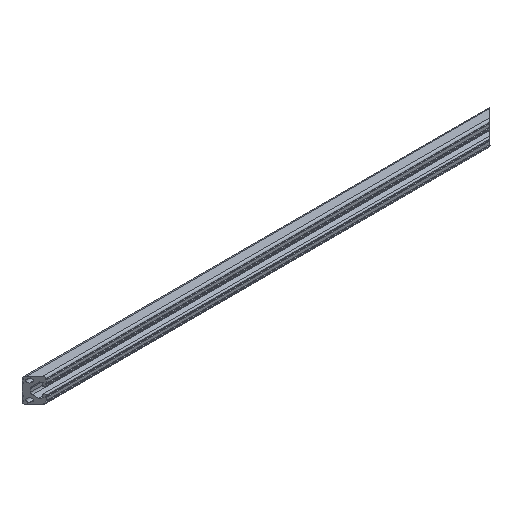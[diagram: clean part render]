
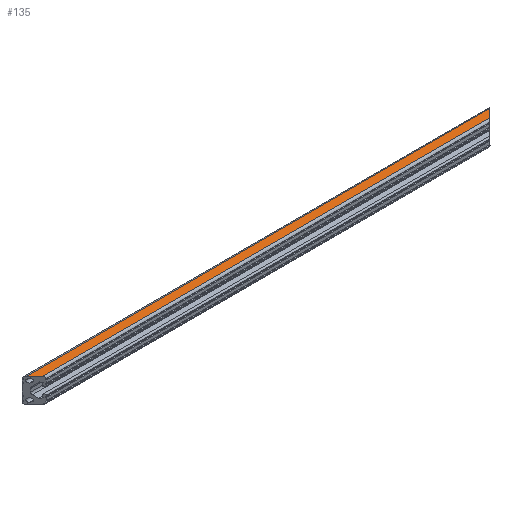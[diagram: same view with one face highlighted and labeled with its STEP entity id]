
A CAD part, isometric view. The second image highlights one B-rep face of the part: STEP entity #135.
In plain terms, the highlighted planar face has unit normal (0, 0, 1).
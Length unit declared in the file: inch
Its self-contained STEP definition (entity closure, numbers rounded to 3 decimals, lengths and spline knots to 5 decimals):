
#102=PLANE('',#928);
#135=ADVANCED_FACE('',(#197),#102,.F.);
#197=FACE_OUTER_BOUND('',#241,.T.);
#241=EDGE_LOOP('',(#532,#533,#534,#535));
#276=LINE('',#1256,#342);
#295=LINE('',#1339,#361);
#311=LINE('',#1383,#377);
#312=LINE('',#1385,#378);
#342=VECTOR('',#1005,1.);
#361=VECTOR('',#1076,1.);
#377=VECTOR('',#1128,1.);
#378=VECTOR('',#1131,1.);
#532=ORIENTED_EDGE('',*,*,#772,.T.);
#533=ORIENTED_EDGE('',*,*,#796,.F.);
#534=ORIENTED_EDGE('',*,*,#728,.F.);
#535=ORIENTED_EDGE('',*,*,#795,.T.);
#651=VERTEX_POINT('',#1255);
#652=VERTEX_POINT('',#1257);
#689=VERTEX_POINT('',#1338);
#690=VERTEX_POINT('',#1340);
#728=EDGE_CURVE('',#651,#652,#276,.T.);
#772=EDGE_CURVE('',#690,#689,#295,.T.);
#795=EDGE_CURVE('',#651,#690,#311,.T.);
#796=EDGE_CURVE('',#652,#689,#312,.T.);
#928=AXIS2_PLACEMENT_3D('',#1386,#1132,#1133);
#1005=DIRECTION('',(-0.707,-0.707,0.));
#1076=DIRECTION('',(0.707,-0.707,0.));
#1128=DIRECTION('',(-1.,0.,0.));
#1131=DIRECTION('',(-1.,0.,0.));
#1132=DIRECTION('',(0.,0.,-1.));
#1133=DIRECTION('',(-1.,0.,0.));
#1255=CARTESIAN_POINT('',(20.037,-0.083,11.25));
#1256=CARTESIAN_POINT('',(20.06131,-0.05869,11.25));
#1257=CARTESIAN_POINT('',(19.703,-0.417,11.25));
#1338=CARTESIAN_POINT('',(1.297,-0.417,11.25));
#1339=CARTESIAN_POINT('',(0.93869,-0.05869,11.25));
#1340=CARTESIAN_POINT('',(0.963,-0.083,11.25));
#1383=CARTESIAN_POINT('',(24.,-0.083,11.25));
#1385=CARTESIAN_POINT('',(24.,-0.417,11.25));
#1386=CARTESIAN_POINT('',(24.,-0.083,11.25));
